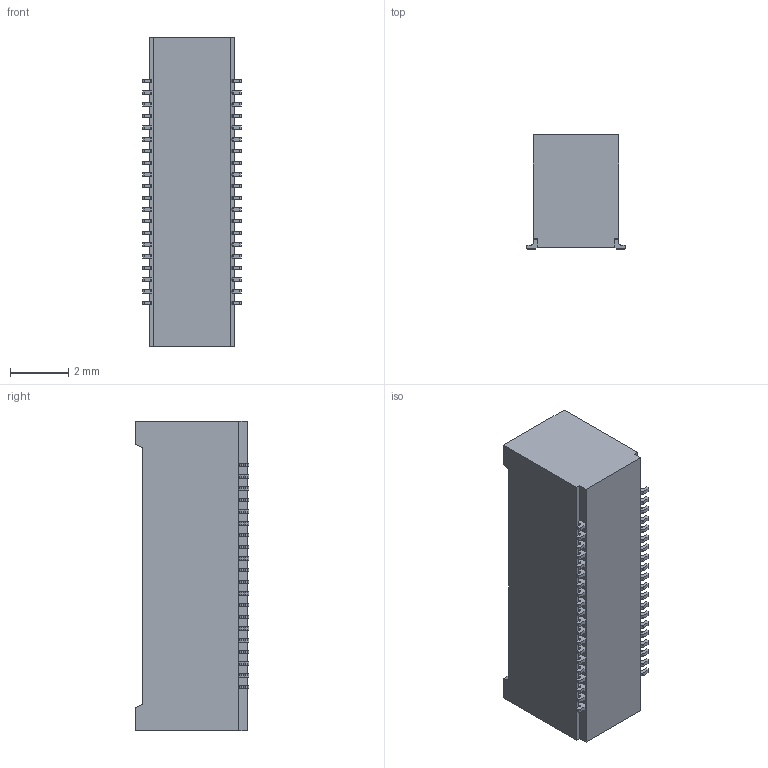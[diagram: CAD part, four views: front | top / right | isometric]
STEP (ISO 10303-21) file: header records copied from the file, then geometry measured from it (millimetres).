
FILE_DESCRIPTION(('CoCreate Modeling STEP Export'),'2;1');
FILE_NAME('DF40HC(4.0)-40DS.stp','2009-11-17T16:08:32',(''),(''),'CoCreate Modeling STEP processor for AP214 (Solid Model)','CoCreate Modeling 16.00B 02-Dec-2008 (C) Parametric Technology GmbH','');
FILE_SCHEMA(('AUTOMOTIVE_DESIGN { 1 0 10303 214 1 1 1 1 }'));
Length unit declared in the file: millimetre
Products named in the file (1): case
Bounding box: 3.38 x 3.9 x 10.6 mm (x, y, z)
Volume: 100.1 mm3; surface area: 226.1 mm2
Topology: 1 solids, 1 shells, 933 faces, 2504 edges, 1656 vertices
Faces by surface type: plane 629, cylinder 292, cone 12
Entity records: 28546 total; most frequent: ORIENTED_EDGE 5008, CARTESIAN_POINT 4979, DIRECTION 4740, EDGE_CURVE 2504, VECTOR 1900, LINE 1900, VERTEX_POINT 1656, AXIS2_PLACEMENT_3D 1420
